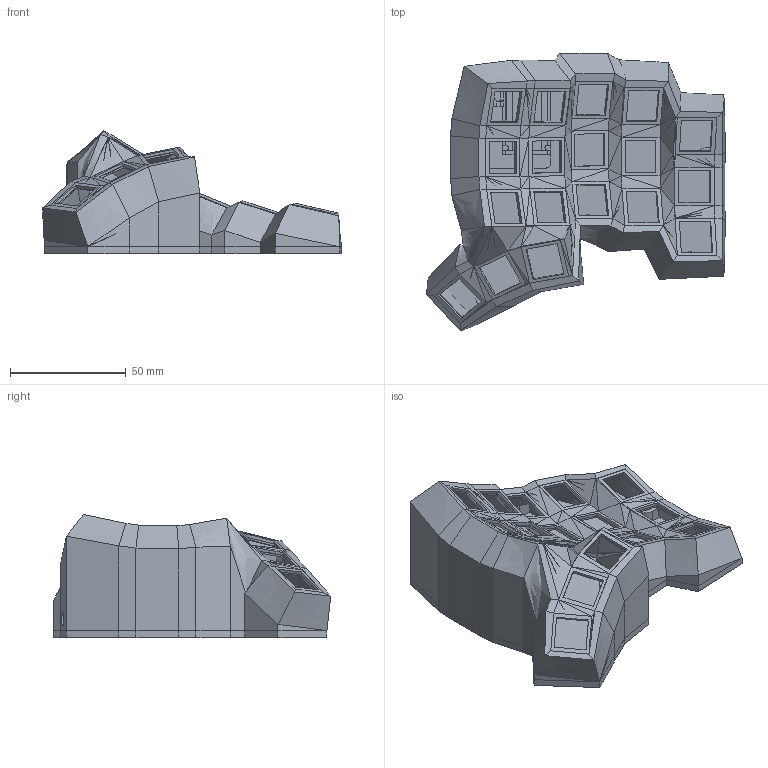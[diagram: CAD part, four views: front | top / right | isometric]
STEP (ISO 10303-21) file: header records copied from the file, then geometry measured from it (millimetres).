
FILE_DESCRIPTION(('Cosmos Model'),'2;1');
FILE_NAME('https://ryanis.cool/cosmos/beta#cf:ChYIBBAFWAAYBSAEKNcBMM0BUAJAAEgBEhAIwgMYxgogowU4AChaMIgOMhAIAxAAOAAYACAAKMgBMMgB','2024-05-08T19:19:43',('Author'),( 'Open CASCADE'),'Open CASCADE STEP processor 7.6','Open CASCADE 7.6' ,'Unknown');
FILE_SCHEMA(('AUTOMOTIVE_DESIGN { 1 0 10303 214 1 1 1 1 }'));
Length unit declared in the file: millimetre
Products named in the file (6): Walls; Web; Switch Holders; Screw Attachments; Bottom Plate; Microcontroller Holder
Bounding box: 129.24 x 119.89 x 53.26 mm (x, y, z)
Volume: 94247.4 mm3; surface area: 77016.5 mm2
Topology: 32 solids, 33 shells, 1012 faces, 2277 edges, 1292 vertices
Faces by surface type: plane 671, bspline 291, cylinder 38, extrusion 9, cone 3
Full cylindrical faces by diameter (mm): 3.4 x4, 4 x10, 6.4 x1
Entity records: 63985 total; most frequent: CARTESIAN_POINT 20269, DIRECTION 7143, VECTOR 5411, LINE 5402, ORIENTED_EDGE 4483, PCURVE 4479, DEFINITIONAL_REPRESENTATION 4479, EDGE_CURVE 2240
